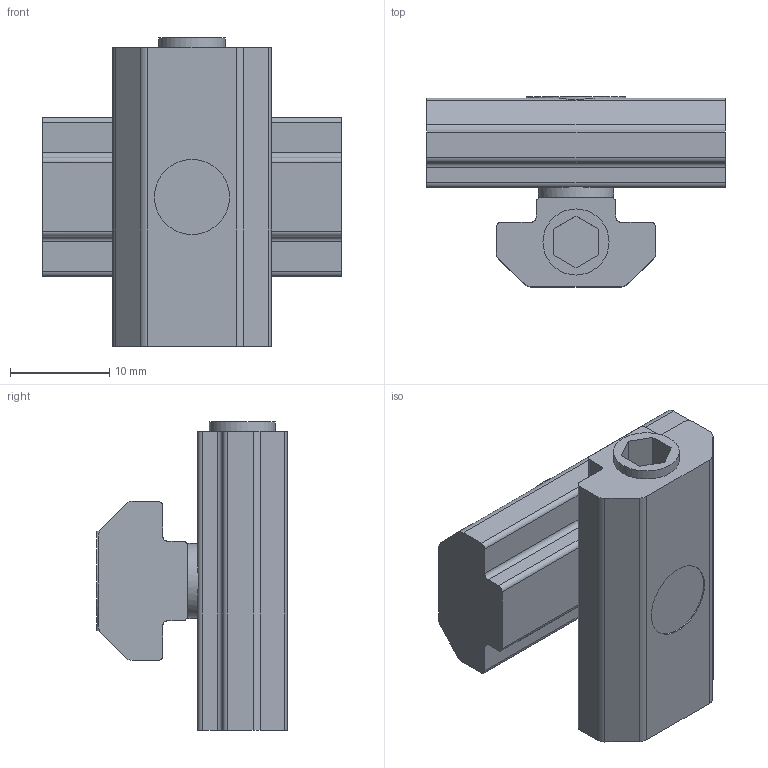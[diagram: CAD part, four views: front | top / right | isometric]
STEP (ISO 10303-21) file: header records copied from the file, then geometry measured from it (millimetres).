
FILE_DESCRIPTION(/* description */ ('Alibre Inc.'),/* implementation_level */ '2;1');
FILE_NAME(/* name */ 'export-EAE0AF87-C924-4AE7-A02E-765AAF101D66',/* time_stamp */ '2019-09-28T14:10:17+02:00',/* author */ (''),/* organization */ (''),/* preprocessor_version */ 'ST-DEVELOPER v17',/* originating_system */ 'Alibre',/* authorisation */ '');
FILE_SCHEMA (('AUTOMOTIVE_DESIGN'));
Length unit declared in the file: millimetre
Bounding box: 30 x 19.12 x 31 mm (x, y, z)
Volume: 6827 mm3; surface area: 3227 mm2
Topology: 1 solids, 1 shells, 61 faces, 170 edges, 114 vertices
Faces by surface type: plane 37, cylinder 24
Full cylindrical faces by diameter (mm): 6.647 x1, 7.55 x2, 10 x1
Entity records: 2494 total; most frequent: CARTESIAN_POINT 835, ORIENTED_EDGE 340, DIRECTION 301, EDGE_CURVE 170, AXIS2_PLACEMENT_3D 115, VERTEX_POINT 114, VECTOR 108, LINE 108
